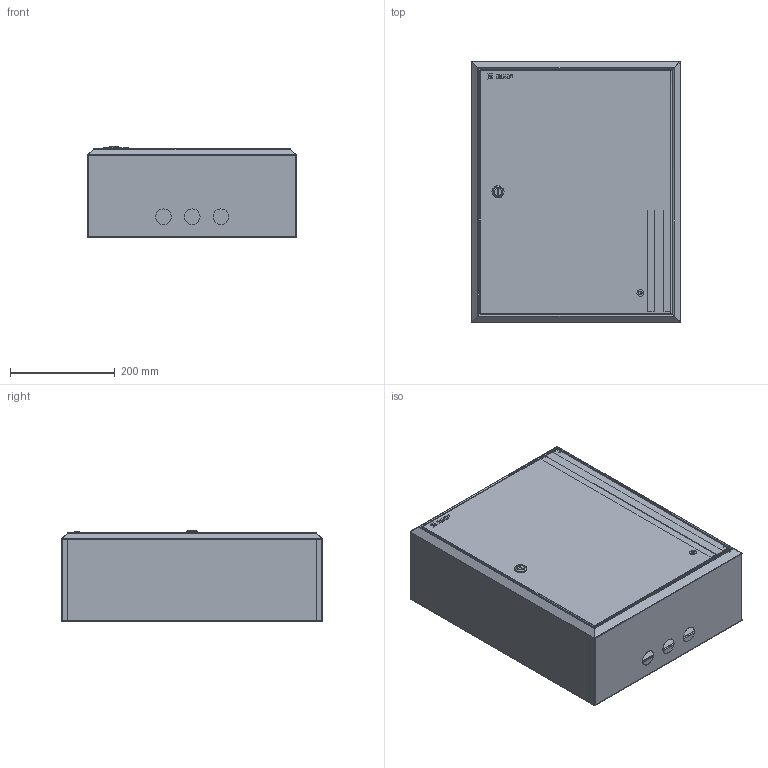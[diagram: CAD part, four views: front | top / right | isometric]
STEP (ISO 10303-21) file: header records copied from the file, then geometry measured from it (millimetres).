
FILE_DESCRIPTION (( 'STEP AP214' ), '1' );
FILE_NAME ('ﾙﾌﾏ-50.40.17 (ﾙﾌﾏ-06) IP31 EKF ﾌﾈ-714.STEP', '2017-08-30T06:43:39', ( 'Admin' ), ( '' ), 'SwSTEP 2.0', 'SolidWorks 2017', '' );
FILE_SCHEMA (( 'AUTOMOTIVE_DESIGN' ));
Length unit declared in the file: millimetre
Products named in the file (26): pan head cross recess screw_din_ISO 7045 - M4 x 6 - Z --- 6N; Ïðîêëàäêà; Washer 6402_3_gost_丐ｩ｡ 2 6 ヮ葬 6402-70; Ïðîêëàäêà ìåòàëëè÷åñêàÿ; Òåëî çàìêà; Çàêëåïêà öèëèíäðè÷åñêàÿ Ì4 ÑÒ-Á ñ âíóòðåííåé ðåçüáîé_Œ8; ﾌﾈ-714.02.00.001 ﾄ粢; ÌÈ-714.01.00.000 Êîðïóñ â ñáîðå; ÌÈ-452.00.00.001 Ïàíåëü ìîíòàæíàÿ; ÌÈ-714.01.02.000 Ñòåíêà çàäíÿÿ â ñáîðå; pan head cross recess screw_din_ISO 7045 - M4 x 16 - Z --- 16N; Øïèëüêà îáìåäíåííàÿ Ì6õ20; hex flange nut_din_Hexagon Flange Nut DIN 6923 - M6 - N; ÌÈ-714.01.02.001 Ñòåíêà çàäíÿÿ; ÌÈ-714.02.00.000 Äâåðü â ñáîðå; ÌÈ-714.01.01.000 Ñòåíêà ïðàâàÿ â ñáîðå; 呧蜦 3D; Øïèëüêà Ì6õ12; ﾌﾈ-714.02.00.002 ﾐ裔; ÌÈ-714.01.01.001 Ñòåíêà ïðàâàÿ_‚¨¤ ¤«ï ç¥àâ¥¦ ; Çàìîê ïî÷òîâûé; ßçû÷îê 2; Âíóòðåííåå òåëî çàìêà; ﾙﾌﾏ-50.40.17 (ﾙﾌﾏ-06) IP31 EKF ﾌﾈ-714; Ãàéêà; Ïðîêëàäêà ìåòàëëè÷åñêàÿ 2
Assembly tree (36 placements, depth 4):
  ﾙﾌﾏ-50.40.17 (ﾙﾌﾏ-06) IP31 EKF ﾌﾈ-714
    ÌÈ-714.01.00.000 Êîðïóñ â ñáîðå
      ÌÈ-714.01.01.000 Ñòåíêà ïðàâàÿ â ñáîðå
        ÌÈ-714.01.01.001 Ñòåíêà ïðàâàÿ_‚¨¤ ¤«ï ç¥àâ¥¦ 
        Øïèëüêà Ì6õ12
      ÌÈ-714.01.02.000 Ñòåíêà çàäíÿÿ â ñáîðå
        ÌÈ-714.01.02.001 Ñòåíêà çàäíÿÿ
        Øïèëüêà îáìåäíåííàÿ Ì6õ20  x4
    ÌÈ-714.02.00.000 Äâåðü â ñáîðå
      ﾌﾈ-714.02.00.001 ﾄ粢
      Øïèëüêà Ì6õ12
      Çàêëåïêà öèëèíäðè÷åñêàÿ Ì4 ÑÒ-Á ñ âíóòðåííåé ðåçüáîé_Œ8  x2
      Çàìîê ïî÷òîâûé
        Òåëî çàìêà
        Ïðîêëàäêà ìåòàëëè÷åñêàÿ
        Washer 6402_3_gost_丐ｩ｡ 2 6 ヮ葬 6402-70
        Ïðîêëàäêà
        pan head cross recess screw_din_ISO 7045 - M4 x 6 - Z --- 6N
        Ïðîêëàäêà ìåòàëëè÷åñêàÿ 2
        Ãàéêà
        Âíóòðåííåå òåëî çàìêà
        ßçû÷îê 2
      ﾌﾈ-714.02.00.002 ﾐ裔
      呧蜦 3D
    hex flange nut_din_Hexagon Flange Nut DIN 6923 - M6 - N  x6
    pan head cross recess screw_din_ISO 7045 - M4 x 16 - Z --- 16N  x2
    ÌÈ-452.00.00.001 Ïàíåëü ìîíòàæíàÿ
Bounding box: 400 x 500 x 174.58 mm (x, y, z)
Volume: 797685.1 mm3; surface area: 1889463.7 mm2
Topology: 38 solids, 38 shells, 1183 faces, 2784 edges, 1703 vertices
Faces by surface type: plane 611, cylinder 238, bspline 180, cone 116, torus 32, sphere 6
Entity records: 28123 total; most frequent: CARTESIAN_POINT 8561, ORIENTED_EDGE 3716, DIRECTION 3530, EDGE_CURVE 1858, AXIS2_PLACEMENT_3D 1179, VECTOR 1172, LINE 1172, VERTEX_POINT 1134
